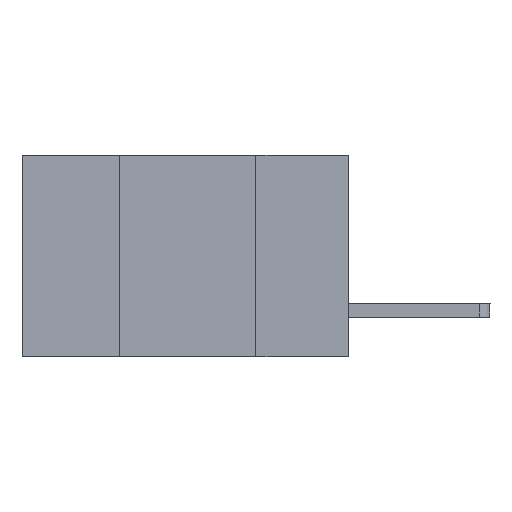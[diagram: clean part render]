
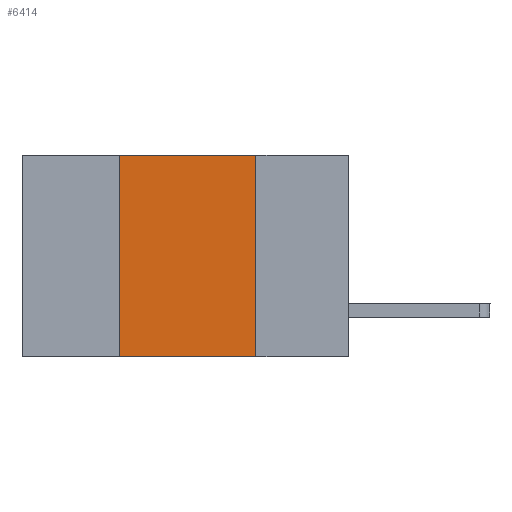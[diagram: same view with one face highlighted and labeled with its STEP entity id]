
A CAD part, left-side view. The second image highlights one B-rep face of the part: STEP entity #6414.
In plain terms, the highlighted planar face has unit normal (-1, 0, 0).
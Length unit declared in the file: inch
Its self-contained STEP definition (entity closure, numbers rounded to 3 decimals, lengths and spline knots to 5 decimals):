
#178 = PLANE ( 'NONE',  #6800 ) ;
#497 = LINE ( 'NONE', #2995, #8403 ) ;
#538 = ORIENTED_EDGE ( 'NONE', *, *, #10016, .F. ) ;
#636 = EDGE_CURVE ( 'NONE', #3833, #1339, #497, .T. ) ;
#727 = EDGE_CURVE ( 'NONE', #7241, #3833, #746, .T. ) ;
#746 = LINE ( 'NONE', #9958, #9727 ) ;
#928 = CARTESIAN_POINT ( 'NONE',  ( 0., 0.17, 0. ) ) ;
#1339 = VERTEX_POINT ( 'NONE', #2263 ) ;
#2142 = ORIENTED_EDGE ( 'NONE', *, *, #5789, .T. ) ;
#2241 = VECTOR ( 'NONE', #9217, 39.37008 ) ;
#2263 = CARTESIAN_POINT ( 'NONE',  ( 0., 0.17, -0.37 ) ) ;
#2312 = ORIENTED_EDGE ( 'NONE', *, *, #636, .F. ) ;
#2371 = CARTESIAN_POINT ( 'NONE',  ( 0., 0.6, 0. ) ) ;
#2436 = LINE ( 'NONE', #5537, #2583 ) ;
#2583 = VECTOR ( 'NONE', #8659, 39.37008 ) ;
#2820 = ORIENTED_EDGE ( 'NONE', *, *, #727, .F. ) ;
#2995 = CARTESIAN_POINT ( 'NONE',  ( 0., 0.17, -0.37 ) ) ;
#3043 = CARTESIAN_POINT ( 'NONE',  ( 0., 0.42, -0.37 ) ) ;
#3833 = VERTEX_POINT ( 'NONE', #928 ) ;
#4499 = EDGE_LOOP ( 'NONE', ( #2312, #2820, #538, #2142 ) ) ;
#4820 = DIRECTION ( 'NONE',  ( 1., 0., 0. ) ) ;
#5537 = CARTESIAN_POINT ( 'NONE',  ( 0., 0.6, -0.37 ) ) ;
#5789 = EDGE_CURVE ( 'NONE', #9817, #1339, #2436, .T. ) ;
#6153 = LINE ( 'NONE', #3043, #2241 ) ;
#6166 = CARTESIAN_POINT ( 'NONE',  ( 0., 0.42, 0. ) ) ;
#6340 = DIRECTION ( 'NONE',  ( 0., 0., -1. ) ) ;
#6414 = ADVANCED_FACE ( 'NONE', ( #9358 ), #178, .F. ) ;
#6800 = AXIS2_PLACEMENT_3D ( 'NONE', #2371, #4820, #6340 ) ;
#7066 = CARTESIAN_POINT ( 'NONE',  ( 0., 0.42, -0.37 ) ) ;
#7241 = VERTEX_POINT ( 'NONE', #6166 ) ;
#8403 = VECTOR ( 'NONE', #9982, 39.37008 ) ;
#8659 = DIRECTION ( 'NONE',  ( 0., -1., 0. ) ) ;
#9217 = DIRECTION ( 'NONE',  ( 0., 0., 1. ) ) ;
#9358 = FACE_OUTER_BOUND ( 'NONE', #4499, .T. ) ;
#9370 = DIRECTION ( 'NONE',  ( 0., -1., 0. ) ) ;
#9727 = VECTOR ( 'NONE', #9370, 39.37008 ) ;
#9817 = VERTEX_POINT ( 'NONE', #7066 ) ;
#9958 = CARTESIAN_POINT ( 'NONE',  ( 0., 0.6, 0. ) ) ;
#9982 = DIRECTION ( 'NONE',  ( 0., 0., -1. ) ) ;
#10016 = EDGE_CURVE ( 'NONE', #9817, #7241, #6153, .T. ) ;
